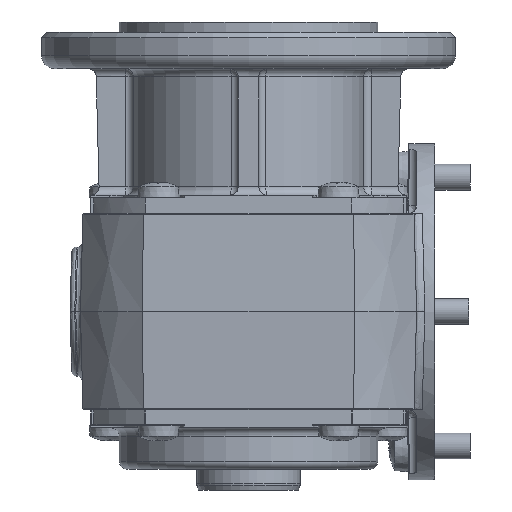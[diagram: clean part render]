
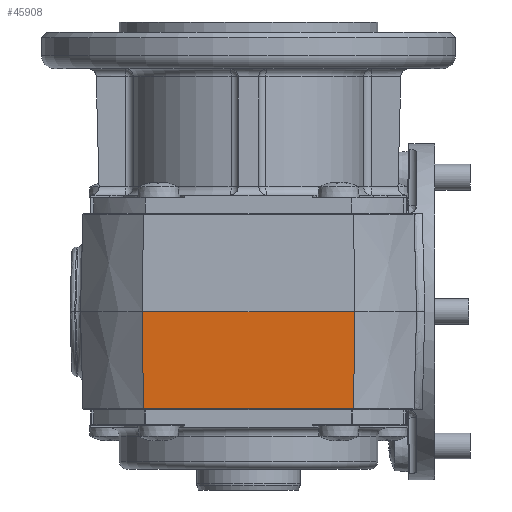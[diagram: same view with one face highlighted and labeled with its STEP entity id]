
A CAD part, front view. The second image highlights one B-rep face of the part: STEP entity #45908.
In plain terms, the highlighted planar face has unit normal (0, -1, -0.026).
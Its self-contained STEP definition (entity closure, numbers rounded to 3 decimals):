
#77 = CARTESIAN_POINT ( 'NONE',  ( -20.494, -63., 0. ) ) ;
#229 = EDGE_CURVE ( 'NONE', #36164, #33825, #7100, .T. ) ;
#3212 = CARTESIAN_POINT ( 'NONE',  ( -20.494, -63., 0. ) ) ;
#5046 = B_SPLINE_CURVE_WITH_KNOTS ( 'NONE', 3,
 ( #37215, #37273, #37114, #37067 ),
 .UNSPECIFIED., .F., .F.,
 ( 4, 4 ),
 ( 0., 0.019 ),
 .UNSPECIFIED. ) ;
#5897 = VECTOR ( 'NONE', #6630, 1000. ) ;
#6393 = CARTESIAN_POINT ( 'NONE',  ( 20.349, -62.508, -18.805 ) ) ;
#6630 = DIRECTION ( 'NONE',  ( 1., 0., 0. ) ) ;
#7100 = LINE ( 'NONE', #33462, #5897 ) ;
#7151 = DIRECTION ( 'NONE',  ( 0., 0.026, -1. ) ) ;
#9973 = VERTEX_POINT ( 'NONE', #77 ) ;
#12609 = ORIENTED_EDGE ( 'NONE', *, *, #12955, .T. ) ;
#12955 = EDGE_CURVE ( 'NONE', #9973, #36164, #5046, .T. ) ;
#14813 = PLANE ( 'NONE',  #33933 ) ;
#15014 = FACE_OUTER_BOUND ( 'NONE', #29428, .T. ) ;
#18433 = EDGE_CURVE ( 'NONE', #35746, #33825, #33969, .T. ) ;
#20657 = CARTESIAN_POINT ( 'NONE',  ( -20.494, -63., 0. ) ) ;
#27856 = CARTESIAN_POINT ( 'NONE',  ( -20.349, -62.508, -18.805 ) ) ;
#29428 = EDGE_LOOP ( 'NONE', ( #12609, #45224, #45806, #47111 ) ) ;
#30419 = DIRECTION ( 'NONE',  ( 0., -1., -0.026 ) ) ;
#33462 = CARTESIAN_POINT ( 'NONE',  ( -20.494, -62.508, -18.805 ) ) ;
#33825 = VERTEX_POINT ( 'NONE', #6393 ) ;
#33933 = AXIS2_PLACEMENT_3D ( 'NONE', #3212, #30419, #7151 ) ;
#33969 = B_SPLINE_CURVE_WITH_KNOTS ( 'NONE', 3,
 ( #44508, #45193, #44166, #44062 ),
 .UNSPECIFIED., .F., .F.,
 ( 4, 4 ),
 ( 0., 0.019 ),
 .UNSPECIFIED. ) ;
#35746 = VERTEX_POINT ( 'NONE', #40661 ) ;
#36164 = VERTEX_POINT ( 'NONE', #27856 ) ;
#37067 = CARTESIAN_POINT ( 'NONE',  ( -20.349, -62.508, -18.805 ) ) ;
#37114 = CARTESIAN_POINT ( 'NONE',  ( -20.398, -62.672, -12.537 ) ) ;
#37215 = CARTESIAN_POINT ( 'NONE',  ( -20.494, -63., 0. ) ) ;
#37273 = CARTESIAN_POINT ( 'NONE',  ( -20.446, -62.836, -6.268 ) ) ;
#38825 = LINE ( 'NONE', #20657, #49059 ) ;
#40567 = EDGE_CURVE ( 'NONE', #9973, #35746, #38825, .T. ) ;
#40661 = CARTESIAN_POINT ( 'NONE',  ( 20.494, -63., 0. ) ) ;
#43742 = DIRECTION ( 'NONE',  ( 1., 0., 0. ) ) ;
#44062 = CARTESIAN_POINT ( 'NONE',  ( 20.349, -62.508, -18.805 ) ) ;
#44166 = CARTESIAN_POINT ( 'NONE',  ( 20.398, -62.672, -12.537 ) ) ;
#44508 = CARTESIAN_POINT ( 'NONE',  ( 20.494, -63., 0. ) ) ;
#45193 = CARTESIAN_POINT ( 'NONE',  ( 20.446, -62.836, -6.268 ) ) ;
#45224 = ORIENTED_EDGE ( 'NONE', *, *, #229, .T. ) ;
#45806 = ORIENTED_EDGE ( 'NONE', *, *, #18433, .F. ) ;
#45908 = ADVANCED_FACE ( 'NONE', ( #15014 ), #14813, .T. ) ;
#47111 = ORIENTED_EDGE ( 'NONE', *, *, #40567, .F. ) ;
#49059 = VECTOR ( 'NONE', #43742, 1000. ) ;
